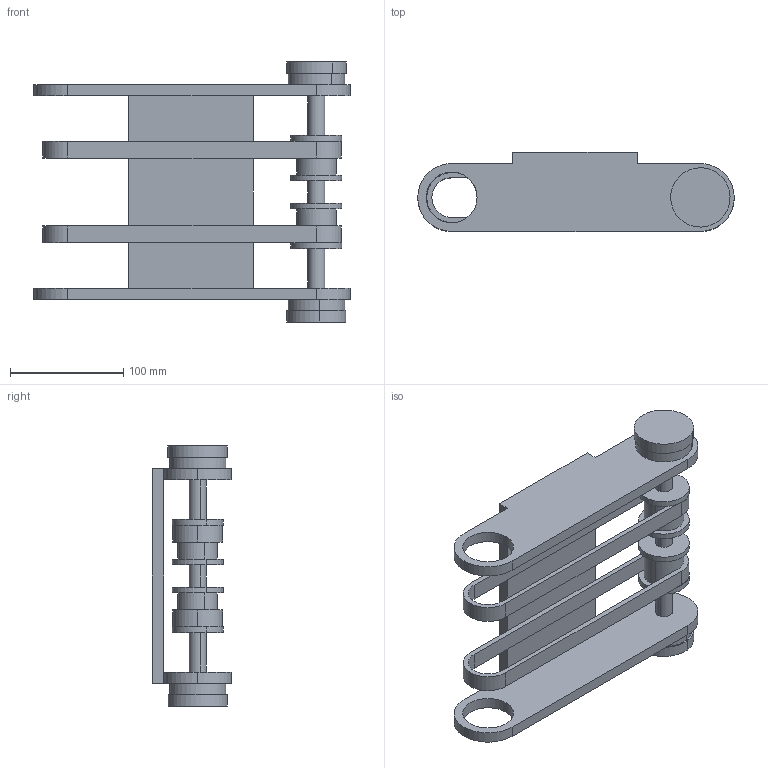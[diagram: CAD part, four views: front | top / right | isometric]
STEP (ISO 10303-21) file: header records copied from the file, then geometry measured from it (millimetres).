
FILE_DESCRIPTION (( 'STEP AP203' ), '1' );
FILE_NAME ('Eslabon1_Predeterminado_sldprt.STEP', '2021-11-03T21:37:55', ( '' ), ( '' ), 'SwSTEP 2.0', 'SolidWorks 2021', '' );
FILE_SCHEMA (( 'CONFIG_CONTROL_DESIGN' ));
Length unit declared in the file: millimetre
Products named in the file (1): Eslabon1_Predeterminado_sldprt
Bounding box: 280 x 70 x 230 mm (x, y, z)
Volume: 760325.4 mm3; surface area: 185593 mm2
Topology: 1 solids, 3 shells, 98 faces, 248 edges, 164 vertices
Faces by surface type: cylinder 54, plane 44
Entity records: 3093 total; most frequent: DIRECTION 566, CARTESIAN_POINT 511, ORIENTED_EDGE 496, EDGE_CURVE 248, AXIS2_PLACEMENT_3D 219, VERTEX_POINT 164, LINE 128, VECTOR 128
